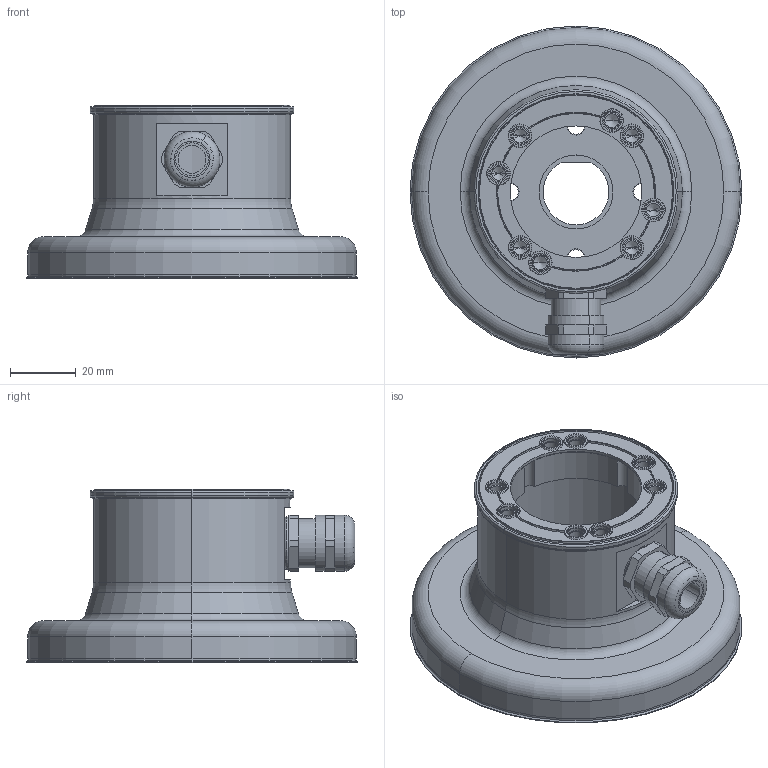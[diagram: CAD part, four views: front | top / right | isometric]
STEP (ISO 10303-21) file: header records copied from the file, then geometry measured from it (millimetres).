
FILE_DESCRIPTION (( 'STEP AP203' ), '1' );
FILE_NAME ('+JSBRU010 R01.STEP', '2019-03-18T14:21:52', ( '' ), ( '' ), 'SwSTEP 2.0', 'SolidWorks 2018', '' );
FILE_SCHEMA (( 'CONFIG_CONTROL_DESIGN' ));
Length unit declared in the file: millimetre
Products named in the file (1): +JSBRU010 R01
Bounding box: 101 x 101 x 52.9 mm (x, y, z)
Volume: 120951.3 mm3; surface area: 60735.8 mm2
Topology: 8 solids, 8 shells, 496 faces, 1211 edges, 778 vertices
Faces by surface type: cone 180, plane 176, cylinder 106, torus 22, bspline 12
Entity records: 15084 total; most frequent: CARTESIAN_POINT 2830, DIRECTION 2761, ORIENTED_EDGE 2390, EDGE_CURVE 1195, AXIS2_PLACEMENT_3D 1143, VERTEX_POINT 778, CIRCLE 658, EDGE_LOOP 621
